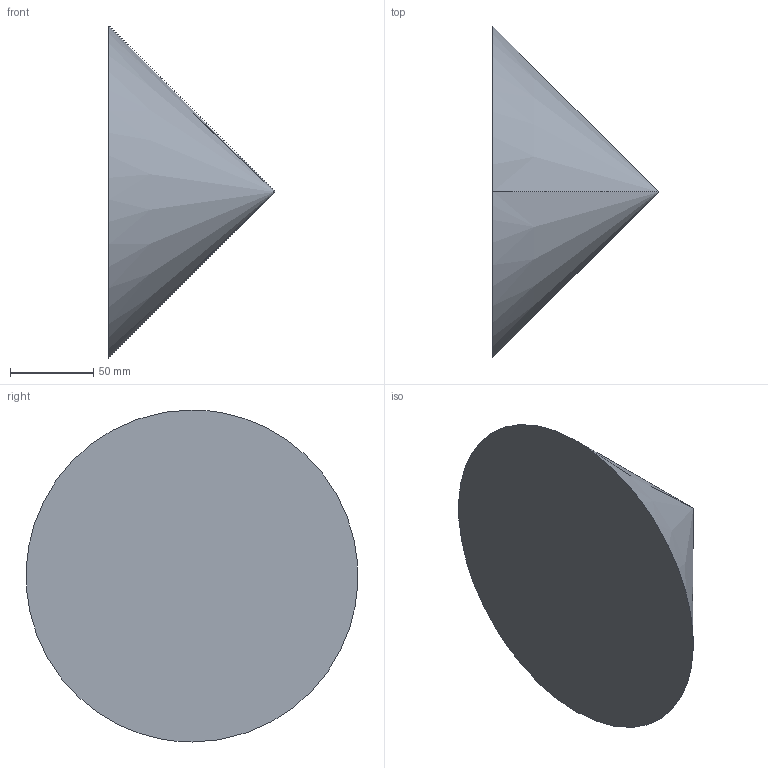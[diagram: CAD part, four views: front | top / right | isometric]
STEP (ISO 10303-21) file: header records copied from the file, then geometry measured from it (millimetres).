
FILE_DESCRIPTION((''),'2;1');
FILE_NAME('','2021-04-06T10:29:25',(''),(''),'','CADfix','');
FILE_SCHEMA(('AUTOMOTIVE_DESIGN { 1 0 10303 214 1 1 1 1 }'));
Length unit declared in the file: millimetre
Bounding box: 100 x 199.79 x 200 mm (x, y, z)
Volume: 1047141 mm3; surface area: 75840.5 mm2
Topology: 1 solids, 1 shells, 3 faces, 6 edges, 3 vertices
Faces by surface type: cone 2, plane 1
Entity records: 78 total; most frequent: CARTESIAN_POINT 18, DIRECTION 8, ORIENTED_EDGE 8, EDGE_CURVE 4, AXIS2_PLACEMENT_3D 3, VERTEX_POINT 3, EDGE_LOOP 3, FACE_OUTER_BOUND 3
